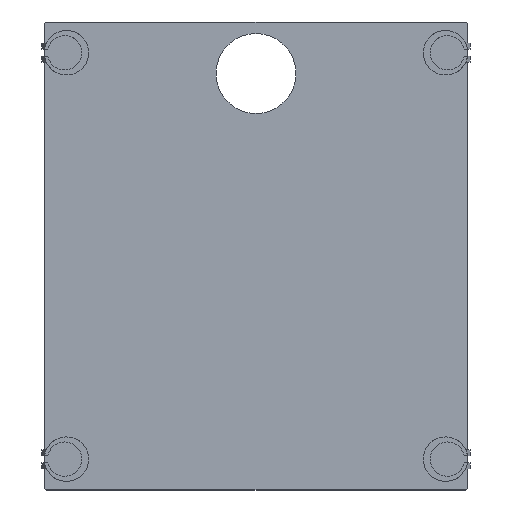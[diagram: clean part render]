
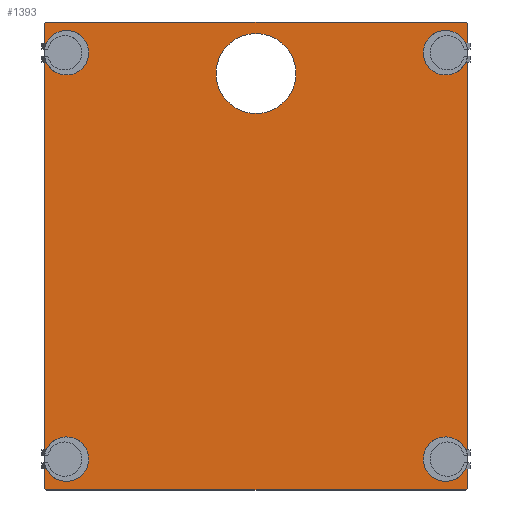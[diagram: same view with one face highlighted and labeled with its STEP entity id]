
A CAD part, top view. The second image highlights one B-rep face of the part: STEP entity #1393.
In plain terms, the highlighted planar face has unit normal (0, 0, 1).
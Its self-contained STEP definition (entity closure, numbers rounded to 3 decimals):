
#23=PLANE('',#1484);
#100=LINE('',#2043,#260);
#101=LINE('',#2048,#261);
#102=LINE('',#2050,#262);
#103=LINE('',#2054,#263);
#104=LINE('',#2058,#264);
#105=LINE('',#2060,#265);
#106=LINE('',#2064,#266);
#107=LINE('',#2066,#267);
#108=LINE('',#2068,#268);
#109=LINE('',#2072,#269);
#110=LINE('',#2074,#270);
#111=LINE('',#2078,#271);
#112=LINE('',#2082,#272);
#113=LINE('',#2084,#273);
#114=LINE('',#2088,#274);
#115=LINE('',#2090,#275);
#260=VECTOR('',#1630,1000.);
#261=VECTOR('',#1633,1000.);
#262=VECTOR('',#1634,1000.);
#263=VECTOR('',#1637,1000.);
#264=VECTOR('',#1640,1000.);
#265=VECTOR('',#1641,1000.);
#266=VECTOR('',#1644,1000.);
#267=VECTOR('',#1645,1000.);
#268=VECTOR('',#1646,1000.);
#269=VECTOR('',#1649,1000.);
#270=VECTOR('',#1650,1000.);
#271=VECTOR('',#1653,1000.);
#272=VECTOR('',#1656,1000.);
#273=VECTOR('',#1657,1000.);
#274=VECTOR('',#1660,1000.);
#275=VECTOR('',#1661,1000.);
#426=ORIENTED_EDGE('',*,*,#843,.F.);
#427=ORIENTED_EDGE('',*,*,#844,.F.);
#428=ORIENTED_EDGE('',*,*,#845,.T.);
#429=ORIENTED_EDGE('',*,*,#846,.T.);
#430=ORIENTED_EDGE('',*,*,#847,.T.);
#431=ORIENTED_EDGE('',*,*,#848,.T.);
#432=ORIENTED_EDGE('',*,*,#849,.T.);
#433=ORIENTED_EDGE('',*,*,#850,.T.);
#434=ORIENTED_EDGE('',*,*,#851,.T.);
#435=ORIENTED_EDGE('',*,*,#852,.F.);
#436=ORIENTED_EDGE('',*,*,#853,.F.);
#437=ORIENTED_EDGE('',*,*,#854,.T.);
#438=ORIENTED_EDGE('',*,*,#855,.T.);
#439=ORIENTED_EDGE('',*,*,#856,.T.);
#440=ORIENTED_EDGE('',*,*,#857,.F.);
#441=ORIENTED_EDGE('',*,*,#858,.T.);
#442=ORIENTED_EDGE('',*,*,#859,.T.);
#443=ORIENTED_EDGE('',*,*,#860,.T.);
#444=ORIENTED_EDGE('',*,*,#861,.T.);
#445=ORIENTED_EDGE('',*,*,#862,.T.);
#446=ORIENTED_EDGE('',*,*,#863,.F.);
#447=ORIENTED_EDGE('',*,*,#864,.T.);
#448=ORIENTED_EDGE('',*,*,#865,.T.);
#449=ORIENTED_EDGE('',*,*,#866,.T.);
#450=ORIENTED_EDGE('',*,*,#867,.T.);
#843=EDGE_CURVE('',#1050,#1051,#100,.T.);
#844=EDGE_CURVE('',#1052,#1050,#1179,.T.);
#845=EDGE_CURVE('',#1052,#1053,#101,.T.);
#846=EDGE_CURVE('',#1053,#1054,#102,.T.);
#847=EDGE_CURVE('',#1054,#1055,#1180,.T.);
#848=EDGE_CURVE('',#1055,#1056,#103,.T.);
#849=EDGE_CURVE('',#1056,#1057,#1181,.T.);
#850=EDGE_CURVE('',#1057,#1058,#104,.T.);
#851=EDGE_CURVE('',#1058,#1059,#105,.T.);
#852=EDGE_CURVE('',#1060,#1059,#1182,.T.);
#853=EDGE_CURVE('',#1061,#1060,#106,.T.);
#854=EDGE_CURVE('',#1061,#1062,#107,.T.);
#855=EDGE_CURVE('',#1062,#1063,#108,.T.);
#856=EDGE_CURVE('',#1063,#1064,#1183,.F.);
#857=EDGE_CURVE('',#1065,#1064,#109,.T.);
#858=EDGE_CURVE('',#1065,#1066,#110,.T.);
#859=EDGE_CURVE('',#1066,#1067,#1184,.T.);
#860=EDGE_CURVE('',#1067,#1068,#111,.T.);
#861=EDGE_CURVE('',#1068,#1069,#1185,.T.);
#862=EDGE_CURVE('',#1069,#1070,#112,.T.);
#863=EDGE_CURVE('',#1071,#1070,#113,.T.);
#864=EDGE_CURVE('',#1071,#1072,#1186,.F.);
#865=EDGE_CURVE('',#1072,#1073,#114,.T.);
#866=EDGE_CURVE('',#1073,#1051,#115,.T.);
#867=EDGE_CURVE('',#1074,#1074,#1187,.T.);
#1050=VERTEX_POINT('',#2044);
#1051=VERTEX_POINT('',#2045);
#1052=VERTEX_POINT('',#2047);
#1053=VERTEX_POINT('',#2049);
#1054=VERTEX_POINT('',#2051);
#1055=VERTEX_POINT('',#2053);
#1056=VERTEX_POINT('',#2055);
#1057=VERTEX_POINT('',#2057);
#1058=VERTEX_POINT('',#2059);
#1059=VERTEX_POINT('',#2061);
#1060=VERTEX_POINT('',#2063);
#1061=VERTEX_POINT('',#2065);
#1062=VERTEX_POINT('',#2067);
#1063=VERTEX_POINT('',#2069);
#1064=VERTEX_POINT('',#2071);
#1065=VERTEX_POINT('',#2073);
#1066=VERTEX_POINT('',#2075);
#1067=VERTEX_POINT('',#2077);
#1068=VERTEX_POINT('',#2079);
#1069=VERTEX_POINT('',#2081);
#1070=VERTEX_POINT('',#2083);
#1071=VERTEX_POINT('',#2085);
#1072=VERTEX_POINT('',#2087);
#1073=VERTEX_POINT('',#2089);
#1074=VERTEX_POINT('',#2092);
#1179=CIRCLE('',#1485,3.75);
#1180=CIRCLE('',#1486,0.4);
#1181=CIRCLE('',#1487,0.4);
#1182=CIRCLE('',#1488,3.75);
#1183=CIRCLE('',#1489,3.75);
#1184=CIRCLE('',#1490,0.4);
#1185=CIRCLE('',#1491,0.4);
#1186=CIRCLE('',#1492,3.75);
#1187=CIRCLE('',#1493,6.75);
#1216=EDGE_LOOP('',(#426,#427,#428,#429,#430,#431,#432,#433,#434,#435,#436,
#437,#438,#439,#440,#441,#442,#443,#444,#445,#446,#447,#448,#449));
#1217=EDGE_LOOP('',(#450));
#1294=FACE_BOUND('',#1216,.T.);
#1295=FACE_BOUND('',#1217,.T.);
#1393=ADVANCED_FACE('',(#1294,#1295),#23,.T.);
#1484=AXIS2_PLACEMENT_3D('',#2042,#1628,#1629);
#1485=AXIS2_PLACEMENT_3D('',#2046,#1631,#1632);
#1486=AXIS2_PLACEMENT_3D('',#2052,#1635,#1636);
#1487=AXIS2_PLACEMENT_3D('',#2056,#1638,#1639);
#1488=AXIS2_PLACEMENT_3D('',#2062,#1642,#1643);
#1489=AXIS2_PLACEMENT_3D('',#2070,#1647,#1648);
#1490=AXIS2_PLACEMENT_3D('',#2076,#1651,#1652);
#1491=AXIS2_PLACEMENT_3D('',#2080,#1654,#1655);
#1492=AXIS2_PLACEMENT_3D('',#2086,#1658,#1659);
#1493=AXIS2_PLACEMENT_3D('',#2091,#1662,#1663);
#1628=DIRECTION('',(0.,0.,1.));
#1629=DIRECTION('',(1.,0.,0.));
#1630=DIRECTION('',(-1.,0.,0.));
#1631=DIRECTION('',(0.,0.,1.));
#1632=DIRECTION('',(1.,0.,0.));
#1633=DIRECTION('',(-1.,0.,0.));
#1634=DIRECTION('',(0.,-1.,0.));
#1635=DIRECTION('',(0.,0.,1.));
#1636=DIRECTION('',(1.,0.,0.));
#1637=DIRECTION('',(1.,0.,0.));
#1638=DIRECTION('',(0.,0.,1.));
#1639=DIRECTION('',(1.,0.,0.));
#1640=DIRECTION('',(0.,1.,0.));
#1641=DIRECTION('',(-1.,0.,0.));
#1642=DIRECTION('',(0.,0.,1.));
#1643=DIRECTION('',(1.,0.,0.));
#1644=DIRECTION('',(-1.,0.,0.));
#1645=DIRECTION('',(0.,1.,0.));
#1646=DIRECTION('',(-1.,0.,0.));
#1647=DIRECTION('',(0.,0.,1.));
#1648=DIRECTION('',(1.,0.,0.));
#1649=DIRECTION('',(-1.,0.,0.));
#1650=DIRECTION('',(0.,1.,0.));
#1651=DIRECTION('',(0.,0.,1.));
#1652=DIRECTION('',(1.,0.,0.));
#1653=DIRECTION('',(-1.,0.,0.));
#1654=DIRECTION('',(0.,0.,1.));
#1655=DIRECTION('',(1.,0.,0.));
#1656=DIRECTION('',(0.,-1.,0.));
#1657=DIRECTION('',(-1.,0.,0.));
#1658=DIRECTION('',(0.,0.,1.));
#1659=DIRECTION('',(1.,0.,0.));
#1660=DIRECTION('',(-1.,0.,0.));
#1661=DIRECTION('',(0.,-1.,0.));
#1662=DIRECTION('',(0.,0.,-1.));
#1663=DIRECTION('',(-1.,0.,0.));
#2042=CARTESIAN_POINT('',(0.,0.,2.));
#2043=CARTESIAN_POINT('',(-35.3,-32.7,2.));
#2044=CARTESIAN_POINT('',(-35.392,-32.7,2.));
#2045=CARTESIAN_POINT('',(-35.7,-32.7,2.));
#2046=CARTESIAN_POINT('',(-32.,-34.3,2.));
#2047=CARTESIAN_POINT('',(-35.392,-35.9,2.));
#2048=CARTESIAN_POINT('',(-35.3,-35.9,2.));
#2049=CARTESIAN_POINT('',(-35.7,-35.9,2.));
#2050=CARTESIAN_POINT('',(-35.7,39.5,2.));
#2051=CARTESIAN_POINT('',(-35.7,-39.1,2.));
#2052=CARTESIAN_POINT('',(-35.3,-39.1,2.));
#2053=CARTESIAN_POINT('',(-35.3,-39.5,2.));
#2054=CARTESIAN_POINT('',(-35.7,-39.5,2.));
#2055=CARTESIAN_POINT('',(35.3,-39.5,2.));
#2056=CARTESIAN_POINT('',(35.3,-39.1,2.));
#2057=CARTESIAN_POINT('',(35.7,-39.1,2.));
#2058=CARTESIAN_POINT('',(35.7,-39.5,2.));
#2059=CARTESIAN_POINT('',(35.7,-35.9,2.));
#2060=CARTESIAN_POINT('',(35.7,-35.9,2.));
#2061=CARTESIAN_POINT('',(35.392,-35.9,2.));
#2062=CARTESIAN_POINT('',(32.,-34.3,2.));
#2063=CARTESIAN_POINT('',(35.392,-32.7,2.));
#2064=CARTESIAN_POINT('',(35.7,-32.7,2.));
#2065=CARTESIAN_POINT('',(35.7,-32.7,2.));
#2066=CARTESIAN_POINT('',(35.7,-39.5,2.));
#2067=CARTESIAN_POINT('',(35.7,32.7,2.));
#2068=CARTESIAN_POINT('',(35.7,32.7,2.));
#2069=CARTESIAN_POINT('',(35.392,32.7,2.));
#2070=CARTESIAN_POINT('',(32.,34.3,2.));
#2071=CARTESIAN_POINT('',(35.392,35.9,2.));
#2072=CARTESIAN_POINT('',(35.7,35.9,2.));
#2073=CARTESIAN_POINT('',(35.7,35.9,2.));
#2074=CARTESIAN_POINT('',(35.7,-39.5,2.));
#2075=CARTESIAN_POINT('',(35.7,39.1,2.));
#2076=CARTESIAN_POINT('',(35.3,39.1,2.));
#2077=CARTESIAN_POINT('',(35.3,39.5,2.));
#2078=CARTESIAN_POINT('',(35.7,39.5,2.));
#2079=CARTESIAN_POINT('',(-35.3,39.5,2.));
#2080=CARTESIAN_POINT('',(-35.3,39.1,2.));
#2081=CARTESIAN_POINT('',(-35.7,39.1,2.));
#2082=CARTESIAN_POINT('',(-35.7,39.5,2.));
#2083=CARTESIAN_POINT('',(-35.7,35.9,2.));
#2084=CARTESIAN_POINT('',(-35.3,35.9,2.));
#2085=CARTESIAN_POINT('',(-35.392,35.9,2.));
#2086=CARTESIAN_POINT('',(-32.,34.3,2.));
#2087=CARTESIAN_POINT('',(-35.392,32.7,2.));
#2088=CARTESIAN_POINT('',(-35.3,32.7,2.));
#2089=CARTESIAN_POINT('',(-35.7,32.7,2.));
#2090=CARTESIAN_POINT('',(-35.7,39.5,2.));
#2091=CARTESIAN_POINT('',(0.,30.8,2.));
#2092=CARTESIAN_POINT('',(-6.75,30.8,2.));
